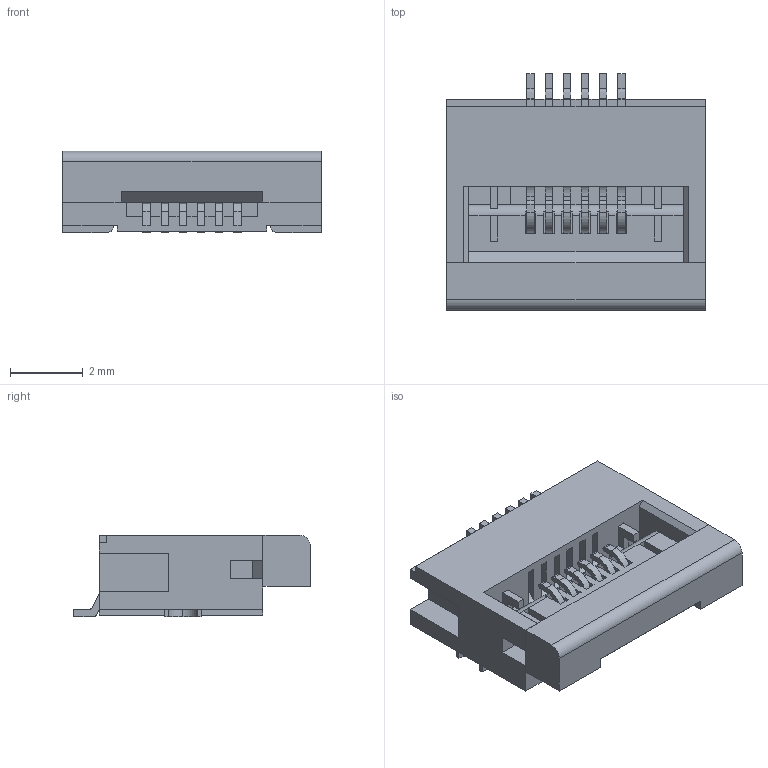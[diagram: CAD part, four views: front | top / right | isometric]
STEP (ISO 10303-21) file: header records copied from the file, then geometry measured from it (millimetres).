
FILE_DESCRIPTION(('STEP AP242'),'1');
FILE_NAME('687106149022.stp','2021-08-12T17:39:44',('TraceParts'),('TraceParts S.A.'),'Spatial InterOp 3D',' ',' ');
FILE_SCHEMA(('AP242_MANAGED_MODEL_BASED_3D_ENGINEERING_MIM_LF {1 0 10303 442 1 1 4}'));
Length unit declared in the file: millimetre
Products named in the file (1): 687106149022_1
Bounding box: 7.1 x 6.5 x 2.25 mm (x, y, z)
Volume: 63.8 mm3; surface area: 375.1 mm2
Topology: 10 solids, 10 shells, 453 faces, 1363 edges, 898 vertices
Faces by surface type: plane 346, cylinder 107
Entity records: 15375 total; most frequent: ORIENTED_EDGE 2726, CARTESIAN_POINT 2724, DIRECTION 2527, EDGE_CURVE 1363, LINE 1125, VECTOR 1125, VERTEX_POINT 898, AXIS2_PLACEMENT_3D 701
